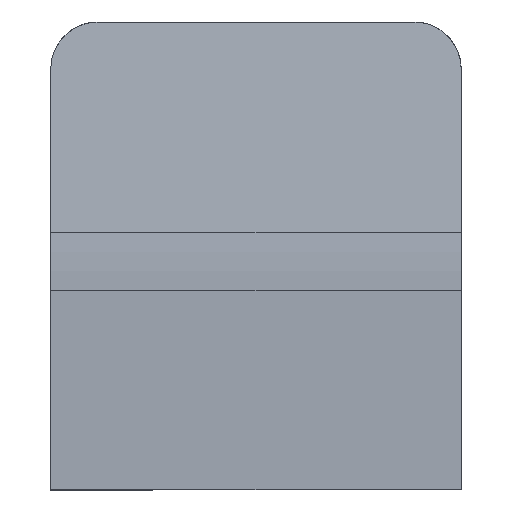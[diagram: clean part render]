
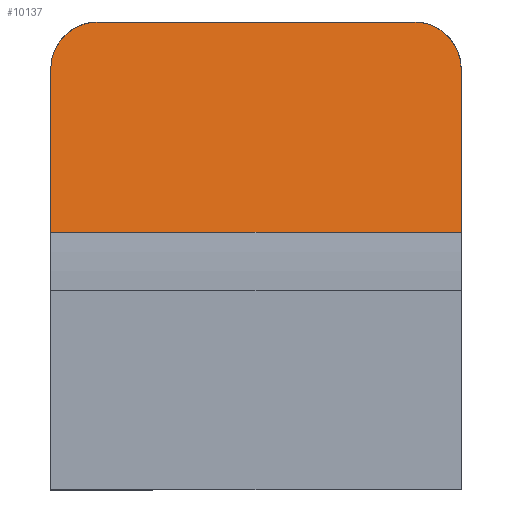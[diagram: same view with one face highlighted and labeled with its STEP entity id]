
A CAD part, front view. The second image highlights one B-rep face of the part: STEP entity #10137.
In plain terms, the highlighted planar face has unit normal (0, -0.989, 0.147).
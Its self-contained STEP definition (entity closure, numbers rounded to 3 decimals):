
#343 = EDGE_LOOP ( 'NONE', ( #27320, #10900, #11823, #14070, #17943, #11215 ) ) ;
#602 = CARTESIAN_POINT ( 'NONE',  ( 20., 4.5, 30. ) ) ;
#738 = VECTOR ( 'NONE', #26510, 1000. ) ;
#741 = VERTEX_POINT ( 'NONE', #2577 ) ;
#938 = LINE ( 'NONE', #5205, #12246 ) ;
#1284 = CARTESIAN_POINT ( 'NONE',  ( -26., 3.609, 24. ) ) ;
#2577 = CARTESIAN_POINT ( 'NONE',  ( -20., 4.5, 30. ) ) ;
#3990 = LINE ( 'NONE', #6435, #20306 ) ;
#4482 = AXIS2_PLACEMENT_3D ( 'NONE', #7873, #5468, #20656 ) ;
#4723 = EDGE_CURVE ( 'NONE', #741, #8949, #938, .T. ) ;
#4915 = LINE ( 'NONE', #6777, #738 ) ;
#5205 = CARTESIAN_POINT ( 'NONE',  ( -26., 4.5, 30. ) ) ;
#5468 = DIRECTION ( 'NONE',  ( 0., 0.989, -0.147 ) ) ;
#5624 = CARTESIAN_POINT ( 'NONE',  ( -20., 4.5, 30. ) ) ;
#6051 = CARTESIAN_POINT ( 'NONE',  ( -23.515, 4.5, 30. ) ) ;
#6435 = CARTESIAN_POINT ( 'NONE',  ( -26., 0.542, 3.343 ) ) ;
#6777 = CARTESIAN_POINT ( 'NONE',  ( 26., 4.5, 30. ) ) ;
#7135 = EDGE_CURVE ( 'NONE', #21937, #8949, #14134, .T. ) ;
#7435 = CARTESIAN_POINT ( 'NONE',  ( -26., 4.5, 30. ) ) ;
#7873 = CARTESIAN_POINT ( 'NONE',  ( -26., 4.5, 30. ) ) ;
#7893 = CARTESIAN_POINT ( 'NONE',  ( -26., 4.131, 27.515 ) ) ;
#8797 = VERTEX_POINT ( 'NONE', #15592 ) ;
#8949 = VERTEX_POINT ( 'NONE', #10048 ) ;
#10048 = CARTESIAN_POINT ( 'NONE',  ( 20., 4.5, 30. ) ) ;
#10137 = ADVANCED_FACE ( 'NONE', ( #12003 ), #24919, .F. ) ;
#10900 = ORIENTED_EDGE ( 'NONE', *, *, #4723, .F. ) ;
#11215 = ORIENTED_EDGE ( 'NONE', *, *, #19584, .T. ) ;
#11823 = ORIENTED_EDGE ( 'NONE', *, *, #23046, .T. ) ;
#12003 = FACE_OUTER_BOUND ( 'NONE', #343, .T. ) ;
#12157 = CARTESIAN_POINT ( 'NONE',  ( -26., 3.609, 24. ) ) ;
#12205 = CARTESIAN_POINT ( 'NONE',  ( 26., 3.609, 24. ) ) ;
#12246 = VECTOR ( 'NONE', #24799, 1000. ) ;
#12821 = DIRECTION ( 'NONE',  ( 1., 0., 0. ) ) ;
#14070 = ORIENTED_EDGE ( 'NONE', *, *, #20048, .F. ) ;
#14134 =( BOUNDED_CURVE ( )  B_SPLINE_CURVE ( 3, ( #26874, #19787, #15952, #602 ),
 .UNSPECIFIED., .F., .F. ) 
 B_SPLINE_CURVE_WITH_KNOTS ( ( 4, 4 ),
 ( 1.571, 3.142 ),
 .UNSPECIFIED. ) 
 CURVE ( )  GEOMETRIC_REPRESENTATION_ITEM ( )  RATIONAL_B_SPLINE_CURVE ( ( 1., 0.805, 0.805, 1. ) ) 
 REPRESENTATION_ITEM ( '' )  );
#15592 = CARTESIAN_POINT ( 'NONE',  ( -26., 0.542, 3.343 ) ) ;
#15952 = CARTESIAN_POINT ( 'NONE',  ( 23.515, 4.5, 30. ) ) ;
#16096 = LINE ( 'NONE', #7435, #18504 ) ;
#17943 = ORIENTED_EDGE ( 'NONE', *, *, #20194, .T. ) ;
#18245 = DIRECTION ( 'NONE',  ( 0., 0.147, 0.989 ) ) ;
#18504 = VECTOR ( 'NONE', #18245, 1000. ) ;
#19584 = EDGE_CURVE ( 'NONE', #27515, #21937, #4915, .T. ) ;
#19787 = CARTESIAN_POINT ( 'NONE',  ( 26., 4.131, 27.515 ) ) ;
#20048 = EDGE_CURVE ( 'NONE', #8797, #25212, #16096, .T. ) ;
#20194 = EDGE_CURVE ( 'NONE', #8797, #27515, #3990, .T. ) ;
#20306 = VECTOR ( 'NONE', #12821, 1000. ) ;
#20656 = DIRECTION ( 'NONE',  ( 0., 0.147, 0.989 ) ) ;
#21937 = VERTEX_POINT ( 'NONE', #12205 ) ;
#23046 = EDGE_CURVE ( 'NONE', #741, #25212, #23910, .T. ) ;
#23910 =( BOUNDED_CURVE ( )  B_SPLINE_CURVE ( 3, ( #5624, #6051, #7893, #12157 ),
 .UNSPECIFIED., .F., .F. ) 
 B_SPLINE_CURVE_WITH_KNOTS ( ( 4, 4 ),
 ( 3.142, 4.712 ),
 .UNSPECIFIED. ) 
 CURVE ( )  GEOMETRIC_REPRESENTATION_ITEM ( )  RATIONAL_B_SPLINE_CURVE ( ( 1., 0.805, 0.805, 1. ) ) 
 REPRESENTATION_ITEM ( '' )  );
#24799 = DIRECTION ( 'NONE',  ( 1., 0., 0. ) ) ;
#24919 = PLANE ( 'NONE',  #4482 ) ;
#25212 = VERTEX_POINT ( 'NONE', #1284 ) ;
#25290 = CARTESIAN_POINT ( 'NONE',  ( 26., 0.542, 3.343 ) ) ;
#26510 = DIRECTION ( 'NONE',  ( 0., 0.147, 0.989 ) ) ;
#26874 = CARTESIAN_POINT ( 'NONE',  ( 26., 3.609, 24. ) ) ;
#27320 = ORIENTED_EDGE ( 'NONE', *, *, #7135, .T. ) ;
#27515 = VERTEX_POINT ( 'NONE', #25290 ) ;
